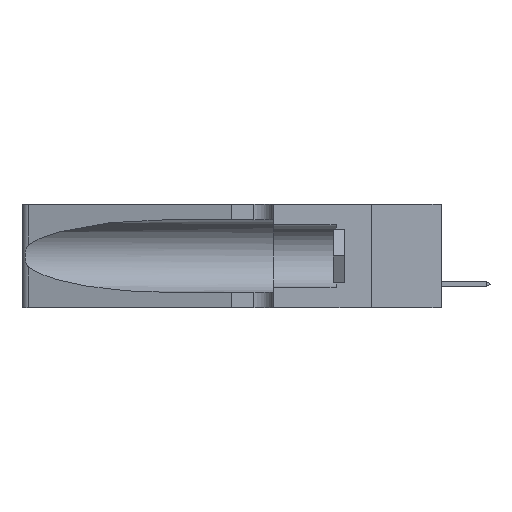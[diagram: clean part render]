
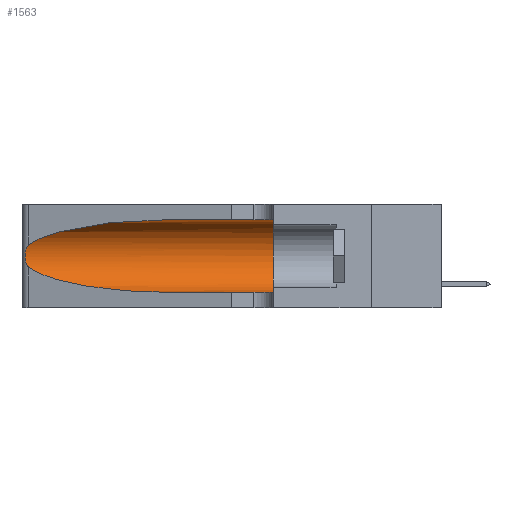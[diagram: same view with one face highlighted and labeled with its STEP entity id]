
A CAD part, left-side view. The second image highlights one B-rep face of the part: STEP entity #1563.
In plain terms, the highlighted cylindrical face has radius 3.308 mm (diameter 6.617 mm), a partial arc.
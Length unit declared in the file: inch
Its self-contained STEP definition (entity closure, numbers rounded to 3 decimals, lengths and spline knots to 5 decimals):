
#15 = CARTESIAN_POINT ( 'NONE',  ( 0.2373, 1.15595, 0.08982 ) ) ;
#85 =( BOUNDED_CURVE ( )  B_SPLINE_CURVE ( 3, ( #35282, #38136, #7466, #4654 ),
 .UNSPECIFIED., .F., .F. ) 
 B_SPLINE_CURVE_WITH_KNOTS ( ( 4, 4 ),
 ( 1.5708, 2.84003 ),
 .UNSPECIFIED. ) 
 CURVE ( )  GEOMETRIC_REPRESENTATION_ITEM ( )  RATIONAL_B_SPLINE_CURVE ( ( 1., 0.87, 0.87, 1. ) ) 
 REPRESENTATION_ITEM ( '' )  );
#194 = CYLINDRICAL_SURFACE ( 'NONE', #5888, 0.13025 ) ;
#988 = LINE ( 'NONE', #30664, #26169 ) ;
#1422 = DIRECTION ( 'NONE',  ( 0., -1., 0. ) ) ;
#1563 = ADVANCED_FACE ( 'NONE', ( #3166 ), #194, .F. ) ;
#1661 = EDGE_CURVE ( 'NONE', #11899, #1927, #34999, .T. ) ;
#1681 = VERTEX_POINT ( 'NONE', #20748 ) ;
#1927 = VERTEX_POINT ( 'NONE', #7450 ) ;
#2124 = DIRECTION ( 'NONE',  ( 0., 0., 1. ) ) ;
#2426 = CARTESIAN_POINT ( 'NONE',  ( 0.1305, 0.72297, 0.31525 ) ) ;
#2987 = VECTOR ( 'NONE', #25956, 39.37008 ) ;
#2992 = DIRECTION ( 'NONE',  ( 0., -1., 0. ) ) ;
#3166 = FACE_OUTER_BOUND ( 'NONE', #18133, .T. ) ;
#3610 = VERTEX_POINT ( 'NONE', #11860 ) ;
#3782 = AXIS2_PLACEMENT_3D ( 'NONE', #32897, #32635, #2124 ) ;
#4472 = CARTESIAN_POINT ( 'NONE',  ( 0.25487, 1.22718, 0.14631 ) ) ;
#4654 = CARTESIAN_POINT ( 'NONE',  ( 0.25487, 1.22718, 0.22369 ) ) ;
#4961 = VERTEX_POINT ( 'NONE', #2426 ) ;
#5888 = AXIS2_PLACEMENT_3D ( 'NONE', #16707, #1422, #32088 ) ;
#7450 = CARTESIAN_POINT ( 'NONE',  ( 0.1305, 0.35, 0.05475 ) ) ;
#7466 = CARTESIAN_POINT ( 'NONE',  ( 0.2373, 1.15595, 0.28018 ) ) ;
#7945 = ORIENTED_EDGE ( 'NONE', *, *, #26118, .T. ) ;
#8770 = ORIENTED_EDGE ( 'NONE', *, *, #1661, .F. ) ;
#9469 = ORIENTED_EDGE ( 'NONE', *, *, #18334, .T. ) ;
#10072 = ORIENTED_EDGE ( 'NONE', *, *, #37469, .F. ) ;
#10327 = CARTESIAN_POINT ( 'NONE',  ( 0.1305, 0.35, 0.31525 ) ) ;
#10804 = ORIENTED_EDGE ( 'NONE', *, *, #22398, .T. ) ;
#10934 = CARTESIAN_POINT ( 'NONE',  ( 0.26075, 1.23896, 0.19203 ) ) ;
#11218 = CARTESIAN_POINT ( 'NONE',  ( 0.26075, 1.23896, 0.178 ) ) ;
#11860 = CARTESIAN_POINT ( 'NONE',  ( 0.25487, 1.22718, 0.22369 ) ) ;
#11899 = VERTEX_POINT ( 'NONE', #10327 ) ;
#13617 = VERTEX_POINT ( 'NONE', #24429 ) ;
#14070 = CARTESIAN_POINT ( 'NONE',  ( 0.25856, 1.23593, 0.16098 ) ) ;
#14341 = CARTESIAN_POINT ( 'NONE',  ( 0.25854, 1.2359, 0.20912 ) ) ;
#16707 = CARTESIAN_POINT ( 'NONE',  ( 0.1305, 1.61858, 0.185 ) ) ;
#17043 = LINE ( 'NONE', #36417, #2987 ) ;
#17176 = CARTESIAN_POINT ( 'NONE',  ( 0.25789, 1.23486, 0.15765 ) ) ;
#18133 = EDGE_LOOP ( 'NONE', ( #7945, #10804, #39686, #9469, #8770, #10072 ) ) ;
#18334 = EDGE_CURVE ( 'NONE', #1681, #1927, #17043, .T. ) ;
#18791 = CARTESIAN_POINT ( 'NONE',  ( 0.1305, 0.72297, 0.05475 ) ) ;
#20748 = CARTESIAN_POINT ( 'NONE',  ( 0.1305, 0.72297, 0.05475 ) ) ;
#22158 = CARTESIAN_POINT ( 'NONE',  ( 0.18966, 0.96281, 0.05475 ) ) ;
#22398 = EDGE_CURVE ( 'NONE', #3610, #13617, #28301, .T. ) ;
#22942 = CARTESIAN_POINT ( 'NONE',  ( 0.25639, 1.23186, 0.15144 ) ) ;
#24429 = CARTESIAN_POINT ( 'NONE',  ( 0.25487, 1.22718, 0.14631 ) ) ;
#25956 = DIRECTION ( 'NONE',  ( 0., -1., 0. ) ) ;
#26057 = CARTESIAN_POINT ( 'NONE',  ( 0.25487, 1.22718, 0.22369 ) ) ;
#26118 = EDGE_CURVE ( 'NONE', #4961, #3610, #85, .T. ) ;
#26169 = VECTOR ( 'NONE', #2992, 39.37008 ) ;
#26325 = CARTESIAN_POINT ( 'NONE',  ( 0.25639, 1.23184, 0.21858 ) ) ;
#28115 = CARTESIAN_POINT ( 'NONE',  ( 0.25487, 1.22718, 0.14631 ) ) ;
#28301 = B_SPLINE_CURVE_WITH_KNOTS ( 'NONE', 3,
 ( #26057, #32830, #26325, #29291, #14341, #29581, #10934, #11218, #32559, #14070, #17176, #22942, #32696, #4472 ),
 .UNSPECIFIED., .F., .F.,
 ( 4, 2, 2, 2, 2, 2, 4 ),
 ( 0., 0.00027, 0.00053, 0.00107, 0.0016, 0.00187, 0.00214 ),
 .UNSPECIFIED. ) ;
#29291 = CARTESIAN_POINT ( 'NONE',  ( 0.25787, 1.23484, 0.2124 ) ) ;
#29581 = CARTESIAN_POINT ( 'NONE',  ( 0.26018, 1.23835, 0.19895 ) ) ;
#30664 = CARTESIAN_POINT ( 'NONE',  ( 0.1305, 1.61858, 0.31525 ) ) ;
#32088 = DIRECTION ( 'NONE',  ( 0., 0., -1. ) ) ;
#32559 = CARTESIAN_POINT ( 'NONE',  ( 0.26017, 1.23833, 0.17102 ) ) ;
#32635 = DIRECTION ( 'NONE',  ( 0., 1., 0. ) ) ;
#32696 = CARTESIAN_POINT ( 'NONE',  ( 0.25555, 1.22993, 0.14849 ) ) ;
#32830 = CARTESIAN_POINT ( 'NONE',  ( 0.25555, 1.22994, 0.2215 ) ) ;
#32897 = CARTESIAN_POINT ( 'NONE',  ( 0.1305, 0.35, 0.185 ) ) ;
#34999 = CIRCLE ( 'NONE', #3782, 0.13025 ) ;
#35282 = CARTESIAN_POINT ( 'NONE',  ( 0.1305, 0.72297, 0.31525 ) ) ;
#35491 =( BOUNDED_CURVE ( )  B_SPLINE_CURVE ( 3, ( #28115, #15, #22158, #18791 ),
 .UNSPECIFIED., .F., .F. ) 
 B_SPLINE_CURVE_WITH_KNOTS ( ( 4, 4 ),
 ( 3.44316, 4.71239 ),
 .UNSPECIFIED. ) 
 CURVE ( )  GEOMETRIC_REPRESENTATION_ITEM ( )  RATIONAL_B_SPLINE_CURVE ( ( 1., 0.87, 0.87, 1. ) ) 
 REPRESENTATION_ITEM ( '' )  );
#36417 = CARTESIAN_POINT ( 'NONE',  ( 0.1305, 1.61858, 0.05475 ) ) ;
#37469 = EDGE_CURVE ( 'NONE', #4961, #11899, #988, .T. ) ;
#38136 = CARTESIAN_POINT ( 'NONE',  ( 0.18966, 0.96281, 0.31525 ) ) ;
#38630 = EDGE_CURVE ( 'NONE', #13617, #1681, #35491, .T. ) ;
#39686 = ORIENTED_EDGE ( 'NONE', *, *, #38630, .T. ) ;
